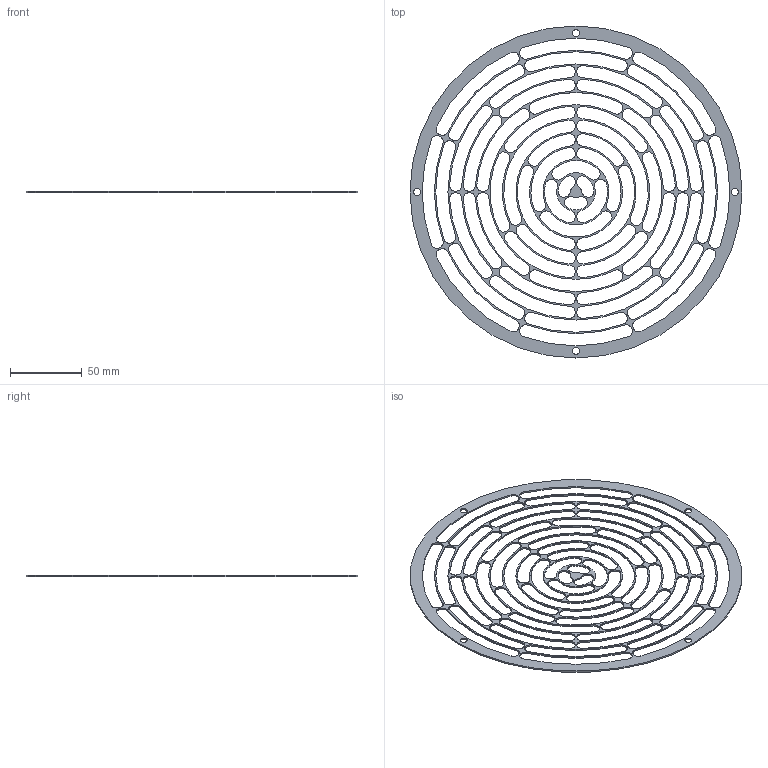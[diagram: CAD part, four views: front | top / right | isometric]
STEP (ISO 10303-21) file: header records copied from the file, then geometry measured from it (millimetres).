
FILE_DESCRIPTION (( 'STEP AP203' ), '1' );
FILE_NAME ('H351_5RE1509_Rete aspirante INOX DIC 160-180.STEP', '2022-02-25T14:44:14', ( '' ), ( '' ), 'SwSTEP 2.0', 'SolidWorks 2018', '' );
FILE_SCHEMA (( 'CONFIG_CONTROL_DESIGN' ));
Length unit declared in the file: millimetre
Products named in the file (1): H351_5RE1509_Rete aspirante INOX DIC 160-180
Bounding box: 232 x 232 x 1 mm (x, y, z)
Volume: 10815.8 mm3; surface area: 30621.9 mm2
Topology: 1 solids, 1 shells, 495 faces, 1479 edges, 986 vertices
Faces by surface type: cylinder 371, plane 124
Full cylindrical faces by diameter (mm): 5 x4, 232 x1
Entity records: 17347 total; most frequent: DIRECTION 3208, CARTESIAN_POINT 2956, ORIENTED_EDGE 2948, EDGE_CURVE 1474, AXIS2_PLACEMENT_3D 1238, VERTEX_POINT 986, CIRCLE 742, LINE 732
